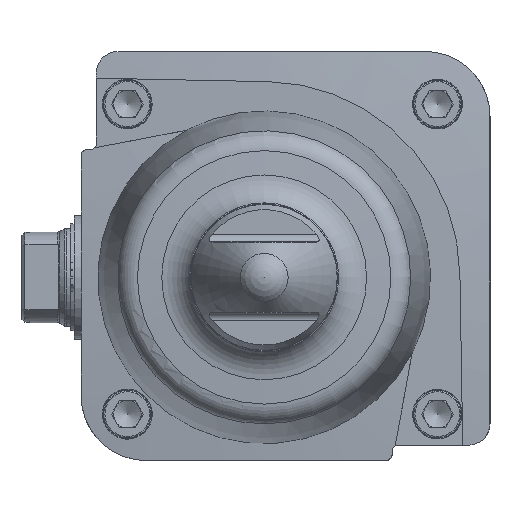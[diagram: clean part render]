
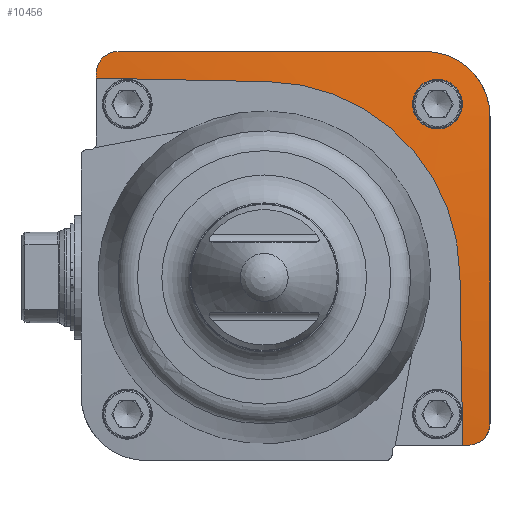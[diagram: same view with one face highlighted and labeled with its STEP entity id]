
A CAD part, left-side view. The second image highlights one B-rep face of the part: STEP entity #10456.
In plain terms, the highlighted spherical face has radius 953.5 mm.
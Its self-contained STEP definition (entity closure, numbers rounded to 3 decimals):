
#52=SPHERICAL_SURFACE('',#11036,953.5);
#337=B_SPLINE_CURVE_WITH_KNOTS('',3,(#15032,#15033,#15034,#15035,#15036,
#15037,#15038,#15039,#15040,#15041,#15042,#15043,#15044,#15045,#15046,#15047,
#15048,#15049,#15050),.UNSPECIFIED.,.T.,.F.,(1,1,1,1,1,1,1,1,1,1,1,1,1,
1,1,1,1,1,1,1,1,1,1),(-0.015,-0.01,-0.005,
0.,0.005,0.01,0.015,0.02,
0.025,0.03,0.035,0.04,
0.045,0.05,0.055,0.059,
0.064,0.069,0.074,0.079,
0.084,0.089,0.094),.UNSPECIFIED.);
#338=B_SPLINE_CURVE_WITH_KNOTS('',3,(#15055,#15056,#15057,#15058),
 .UNSPECIFIED.,.F.,.F.,(4,4),(0.07,0.072),
 .UNSPECIFIED.);
#339=B_SPLINE_CURVE_WITH_KNOTS('',3,(#15064,#15065,#15066,#15067,#15068,
#15069,#15070,#15071),.UNSPECIFIED.,.F.,.F.,(4,1,1,1,1,4),(0.,
0.002,0.004,0.009,0.013,
0.017),.UNSPECIFIED.);
#340=B_SPLINE_CURVE_WITH_KNOTS('',3,(#15075,#15076,#15077,#15078,#15079,
#15080,#15081,#15082,#15083,#15084,#15085,#15086,#15087),.UNSPECIFIED.,
 .F.,.F.,(4,1,1,1,1,1,1,1,1,1,4),(0.,0.006,
0.01,0.013,0.019,0.026,
0.032,0.035,0.039,0.045,
0.052),.UNSPECIFIED.);
#341=B_SPLINE_CURVE_WITH_KNOTS('',3,(#15091,#15092,#15093,#15094,#15095,
#15096,#15097,#15098),.UNSPECIFIED.,.F.,.F.,(4,1,1,1,1,4),(0.,
0.002,0.004,0.009,0.013,
0.017),.UNSPECIFIED.);
#546=CIRCLE('',#11037,948.302);
#547=CIRCLE('',#11038,948.302);
#548=CIRCLE('',#11039,949.686);
#549=CIRCLE('',#11040,946.576);
#550=CIRCLE('',#11041,946.576);
#551=CIRCLE('',#11042,949.686);
#552=CIRCLE('',#11043,948.302);
#553=CIRCLE('',#11044,99.43);
#1266=ORIENTED_EDGE('',*,*,#3257,.T.);
#1267=ORIENTED_EDGE('',*,*,#3258,.F.);
#1268=ORIENTED_EDGE('',*,*,#3259,.T.);
#1269=ORIENTED_EDGE('',*,*,#3260,.F.);
#1270=ORIENTED_EDGE('',*,*,#3261,.T.);
#1271=ORIENTED_EDGE('',*,*,#3262,.T.);
#1272=ORIENTED_EDGE('',*,*,#3263,.T.);
#1273=ORIENTED_EDGE('',*,*,#3264,.T.);
#1274=ORIENTED_EDGE('',*,*,#3265,.T.);
#1275=ORIENTED_EDGE('',*,*,#3266,.T.);
#1276=ORIENTED_EDGE('',*,*,#3267,.T.);
#1277=ORIENTED_EDGE('',*,*,#3268,.F.);
#1278=ORIENTED_EDGE('',*,*,#3269,.F.);
#3257=EDGE_CURVE('',#4217,#4217,#337,.T.);
#3258=EDGE_CURVE('',#4218,#4219,#546,.F.);
#3259=EDGE_CURVE('',#4218,#4220,#338,.T.);
#3260=EDGE_CURVE('',#4221,#4220,#547,.F.);
#3261=EDGE_CURVE('',#4221,#4222,#548,.F.);
#3262=EDGE_CURVE('',#4222,#4223,#339,.T.);
#3263=EDGE_CURVE('',#4223,#4224,#549,.F.);
#3264=EDGE_CURVE('',#4224,#4225,#340,.T.);
#3265=EDGE_CURVE('',#4225,#4226,#550,.F.);
#3266=EDGE_CURVE('',#4226,#4227,#341,.T.);
#3267=EDGE_CURVE('',#4227,#4228,#551,.F.);
#3268=EDGE_CURVE('',#4229,#4228,#552,.F.);
#3269=EDGE_CURVE('',#4219,#4229,#553,.F.);
#4217=VERTEX_POINT('',#15051);
#4218=VERTEX_POINT('',#15053);
#4219=VERTEX_POINT('',#15054);
#4220=VERTEX_POINT('',#15059);
#4221=VERTEX_POINT('',#15061);
#4222=VERTEX_POINT('',#15063);
#4223=VERTEX_POINT('',#15072);
#4224=VERTEX_POINT('',#15074);
#4225=VERTEX_POINT('',#15088);
#4226=VERTEX_POINT('',#15090);
#4227=VERTEX_POINT('',#15099);
#4228=VERTEX_POINT('',#15101);
#4229=VERTEX_POINT('',#15103);
#5718=EDGE_LOOP('',(#1266));
#5719=EDGE_LOOP('',(#1267,#1268,#1269,#1270,#1271,#1272,#1273,#1274,#1275,
#1276,#1277,#1278));
#6330=FACE_BOUND('',#5718,.T.);
#6331=FACE_BOUND('',#5719,.T.);
#10456=ADVANCED_FACE('',(#6330,#6331),#52,.T.);
#11036=AXIS2_PLACEMENT_3D('',#15031,#12233,#12234);
#11037=AXIS2_PLACEMENT_3D('',#15052,#12235,#12236);
#11038=AXIS2_PLACEMENT_3D('',#15060,#12237,#12238);
#11039=AXIS2_PLACEMENT_3D('',#15062,#12239,#12240);
#11040=AXIS2_PLACEMENT_3D('',#15073,#12241,#12242);
#11041=AXIS2_PLACEMENT_3D('',#15089,#12243,#12244);
#11042=AXIS2_PLACEMENT_3D('',#15100,#12245,#12246);
#11043=AXIS2_PLACEMENT_3D('',#15102,#12247,#12248);
#11044=AXIS2_PLACEMENT_3D('',#15104,#12249,#12250);
#12233=DIRECTION('',(1.,0.,0.));
#12234=DIRECTION('',(0.,1.,0.));
#12235=DIRECTION('',(0.,-1.,0.016));
#12236=DIRECTION('',(0.,-0.016,-1.));
#12237=DIRECTION('',(0.,-1.,0.016));
#12238=DIRECTION('',(0.,-0.016,-1.));
#12239=DIRECTION('',(0.,0.,-1.));
#12240=DIRECTION('',(-1.,0.,0.));
#12241=DIRECTION('',(0.,-1.,0.));
#12242=DIRECTION('',(0.,0.,-1.));
#12243=DIRECTION('',(0.,0.,1.));
#12244=DIRECTION('',(1.,0.,0.));
#12245=DIRECTION('',(0.,1.,0.));
#12246=DIRECTION('',(0.,0.,1.));
#12247=DIRECTION('',(0.,-0.02,1.));
#12248=DIRECTION('',(0.,-1.,-0.02));
#12249=DIRECTION('',(1.,0.,0.));
#12250=DIRECTION('',(0.,0.,-1.));
#15031=CARTESIAN_POINT('',(713.63,0.,0.));
#15032=CARTESIAN_POINT('',(-230.056,-92.911,99.979));
#15033=CARTESIAN_POINT('',(-229.923,-97.158,97.152));
#15034=CARTESIAN_POINT('',(-230.055,-99.971,92.925));
#15035=CARTESIAN_POINT('',(-230.427,-100.946,87.956));
#15036=CARTESIAN_POINT('',(-230.981,-99.95,83.014));
#15037=CARTESIAN_POINT('',(-231.63,-97.153,78.835));
#15038=CARTESIAN_POINT('',(-232.28,-92.975,76.033));
#15039=CARTESIAN_POINT('',(-232.833,-88.028,75.033));
#15040=CARTESIAN_POINT('',(-233.205,-83.053,76.008));
#15041=CARTESIAN_POINT('',(-233.335,-78.829,78.823));
#15042=CARTESIAN_POINT('',(-233.205,-76.013,83.044));
#15043=CARTESIAN_POINT('',(-232.835,-75.034,88.009));
#15044=CARTESIAN_POINT('',(-232.282,-76.025,92.955));
#15045=CARTESIAN_POINT('',(-231.632,-78.823,97.142));
#15046=CARTESIAN_POINT('',(-230.982,-83.006,99.947));
#15047=CARTESIAN_POINT('',(-230.428,-87.951,100.945));
#15048=CARTESIAN_POINT('',(-230.056,-92.911,99.979));
#15049=CARTESIAN_POINT('',(-229.923,-97.158,97.152));
#15050=CARTESIAN_POINT('',(-230.055,-99.971,92.925));
#15051=CARTESIAN_POINT('',(-229.967,-96.919,96.919));
#15052=CARTESIAN_POINT('',(713.63,-99.417,1.631));
#15053=CARTESIAN_POINT('',(-232.098,-100.562,-68.174));
#15054=CARTESIAN_POINT('',(-234.672,-99.417,1.631));
#15055=CARTESIAN_POINT('',(-232.098,-100.562,-68.174));
#15056=CARTESIAN_POINT('',(-232.037,-100.639,-68.911));
#15057=CARTESIAN_POINT('',(-231.981,-100.652,-69.652));
#15058=CARTESIAN_POINT('',(-231.931,-100.598,-70.397));
#15059=CARTESIAN_POINT('',(-231.931,-100.598,-70.397));
#15060=CARTESIAN_POINT('',(713.63,-99.417,1.631));
#15061=CARTESIAN_POINT('',(-230.687,-100.841,-85.2));
#15062=CARTESIAN_POINT('',(713.63,0.,-85.2));
#15063=CARTESIAN_POINT('',(-230.377,-103.7,-85.2));
#15064=CARTESIAN_POINT('',(-230.377,-103.7,-85.2));
#15065=CARTESIAN_POINT('',(-230.298,-104.423,-85.2));
#15066=CARTESIAN_POINT('',(-230.153,-105.844,-85.06));
#15067=CARTESIAN_POINT('',(-229.913,-108.623,-84.223));
#15068=CARTESIAN_POINT('',(-229.738,-111.67,-82.191));
#15069=CARTESIAN_POINT('',(-229.756,-114.123,-78.529));
#15070=CARTESIAN_POINT('',(-229.919,-114.7,-75.651));
#15071=CARTESIAN_POINT('',(-230.033,-114.7,-74.2));
#15072=CARTESIAN_POINT('',(-230.033,-114.7,-74.2));
#15073=CARTESIAN_POINT('',(713.63,-114.7,0.));
#15074=CARTESIAN_POINT('',(-229.414,-114.7,81.7));
#15075=CARTESIAN_POINT('',(-229.414,-114.7,81.7));
#15076=CARTESIAN_POINT('',(-229.225,-114.7,83.874));
#15077=CARTESIAN_POINT('',(-228.975,-114.381,87.083));
#15078=CARTESIAN_POINT('',(-228.703,-113.341,91.26));
#15079=CARTESIAN_POINT('',(-228.474,-111.871,95.372));
#15080=CARTESIAN_POINT('',(-228.282,-109.347,100.105));
#15081=CARTESIAN_POINT('',(-228.203,-105.18,105.191));
#15082=CARTESIAN_POINT('',(-228.267,-101.025,108.603));
#15083=CARTESIAN_POINT('',(-228.397,-97.278,110.852));
#15084=CARTESIAN_POINT('',(-228.574,-93.398,112.688));
#15085=CARTESIAN_POINT('',(-228.888,-88.19,114.274));
#15086=CARTESIAN_POINT('',(-229.225,-83.874,114.7));
#15087=CARTESIAN_POINT('',(-229.414,-81.7,114.7));
#15088=CARTESIAN_POINT('',(-229.414,-81.7,114.7));
#15089=CARTESIAN_POINT('',(713.63,0.,114.7));
#15090=CARTESIAN_POINT('',(-230.033,74.2,114.7));
#15091=CARTESIAN_POINT('',(-230.033,74.2,114.7));
#15092=CARTESIAN_POINT('',(-229.976,74.925,114.7));
#15093=CARTESIAN_POINT('',(-229.88,76.35,114.56));
#15094=CARTESIAN_POINT('',(-229.753,79.136,113.718));
#15095=CARTESIAN_POINT('',(-229.738,82.183,111.678));
#15096=CARTESIAN_POINT('',(-229.948,84.627,108.016));
#15097=CARTESIAN_POINT('',(-230.218,85.2,105.146));
#15098=CARTESIAN_POINT('',(-230.377,85.2,103.7));
#15099=CARTESIAN_POINT('',(-230.377,85.2,103.7));
#15100=CARTESIAN_POINT('',(713.63,85.2,0.));
#15101=CARTESIAN_POINT('',(-230.653,85.2,101.16));
#15102=CARTESIAN_POINT('',(713.63,-1.996,99.41));
#15103=CARTESIAN_POINT('',(-234.672,-1.996,99.41));
#15104=CARTESIAN_POINT('',(-234.672,0.,0.));
